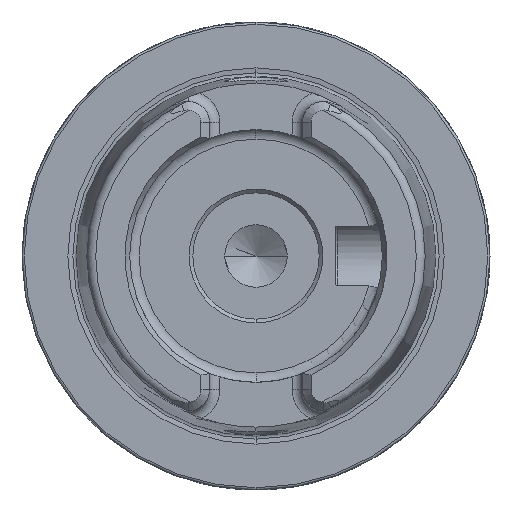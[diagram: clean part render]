
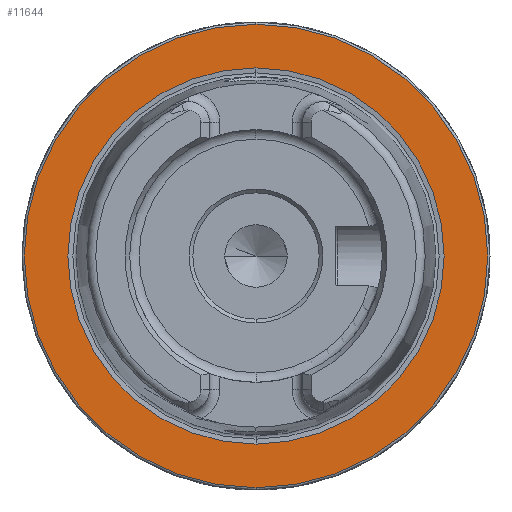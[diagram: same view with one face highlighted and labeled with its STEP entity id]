
A CAD part, left-side view. The second image highlights one B-rep face of the part: STEP entity #11644.
In plain terms, the highlighted planar face has unit normal (-1, 0, 0).
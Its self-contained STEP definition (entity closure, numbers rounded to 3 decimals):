
#288 = CARTESIAN_POINT ( 'NONE',  ( 0., 0., -25.324 ) ) ;
#293 = CARTESIAN_POINT ( 'NONE',  ( 0., 0., 25.324 ) ) ;
#295 = CARTESIAN_POINT ( 'NONE',  ( 0., 0., 31.2 ) ) ;
#296 = CARTESIAN_POINT ( 'NONE',  ( 0., 0., -31.2 ) ) ;
#1040 = CARTESIAN_POINT ( 'NONE',  ( 0., 0., 0. ) ) ;
#1041 = DIRECTION ( 'NONE',  ( -1., 0., 0. ) ) ;
#1042 = DIRECTION ( 'NONE',  ( 0., 0., 1. ) ) ;
#1049 = CARTESIAN_POINT ( 'NONE',  ( 0., 0., 0. ) ) ;
#1050 = DIRECTION ( 'NONE',  ( -1., 0., 0. ) ) ;
#1051 = DIRECTION ( 'NONE',  ( 0., 0., 1. ) ) ;
#1328 = ORIENTED_EDGE ( 'NONE', *, *, #8946, .F. ) ;
#1329 = ORIENTED_EDGE ( 'NONE', *, *, #1506, .F. ) ;
#1330 = ORIENTED_EDGE ( 'NONE', *, *, #1510, .T. ) ;
#1331 = ORIENTED_EDGE ( 'NONE', *, *, #8945, .T. ) ;
#1506 = EDGE_CURVE ( 'NONE', #10229, #10234, #11402, .T. ) ;
#1510 = EDGE_CURVE ( 'NONE', #10236, #10237, #11409, .T. ) ;
#1933 = EDGE_LOOP ( 'NONE', ( #1328, #1329 ) ) ;
#1956 = EDGE_LOOP ( 'NONE', ( #1330, #1331 ) ) ;
#2037 = CARTESIAN_POINT ( 'NONE',  ( 0., 31.2, 0. ) ) ;
#2040 = PLANE ( 'NONE',  #3621 ) ;
#2042 = DIRECTION ( 'NONE',  ( 1., 0., 0. ) ) ;
#2043 = DIRECTION ( 'NONE',  ( 0., 0., -1. ) ) ;
#3009 = AXIS2_PLACEMENT_3D ( 'NONE', #1040, #1041, #1042 ) ;
#3012 = AXIS2_PLACEMENT_3D ( 'NONE', #1049, #1050, #1051 ) ;
#3481 = FACE_BOUND ( 'NONE', #1933, .T. ) ;
#3491 = FACE_OUTER_BOUND ( 'NONE', #1956, .T. ) ;
#3621 = AXIS2_PLACEMENT_3D ( 'NONE', #2037, #2042, #2043 ) ;
#3789 = CARTESIAN_POINT ( 'NONE',  ( 0., 0., 0. ) ) ;
#3790 = DIRECTION ( 'NONE',  ( -1., 0., 0. ) ) ;
#3791 = DIRECTION ( 'NONE',  ( 0., 0., 1. ) ) ;
#3792 = CARTESIAN_POINT ( 'NONE',  ( 0., 0., 0. ) ) ;
#3793 = DIRECTION ( 'NONE',  ( -1., 0., 0. ) ) ;
#3794 = DIRECTION ( 'NONE',  ( 0., 0., 1. ) ) ;
#4826 = CIRCLE ( 'NONE', #5378, 31.2 ) ;
#4827 = CIRCLE ( 'NONE', #5380, 25.324 ) ;
#5378 = AXIS2_PLACEMENT_3D ( 'NONE', #3789, #3790, #3791 ) ;
#5380 = AXIS2_PLACEMENT_3D ( 'NONE', #3792, #3793, #3794 ) ;
#8945 = EDGE_CURVE ( 'NONE', #10237, #10236, #4826, .T. ) ;
#8946 = EDGE_CURVE ( 'NONE', #10234, #10229, #4827, .T. ) ;
#10229 = VERTEX_POINT ( 'NONE', #288 ) ;
#10234 = VERTEX_POINT ( 'NONE', #293 ) ;
#10236 = VERTEX_POINT ( 'NONE', #295 ) ;
#10237 = VERTEX_POINT ( 'NONE', #296 ) ;
#11402 = CIRCLE ( 'NONE', #3009, 25.324 ) ;
#11409 = CIRCLE ( 'NONE', #3012, 31.2 ) ;
#11644 = ADVANCED_FACE ( 'NONE', ( #3481, #3491 ), #2040, .F. ) ;
